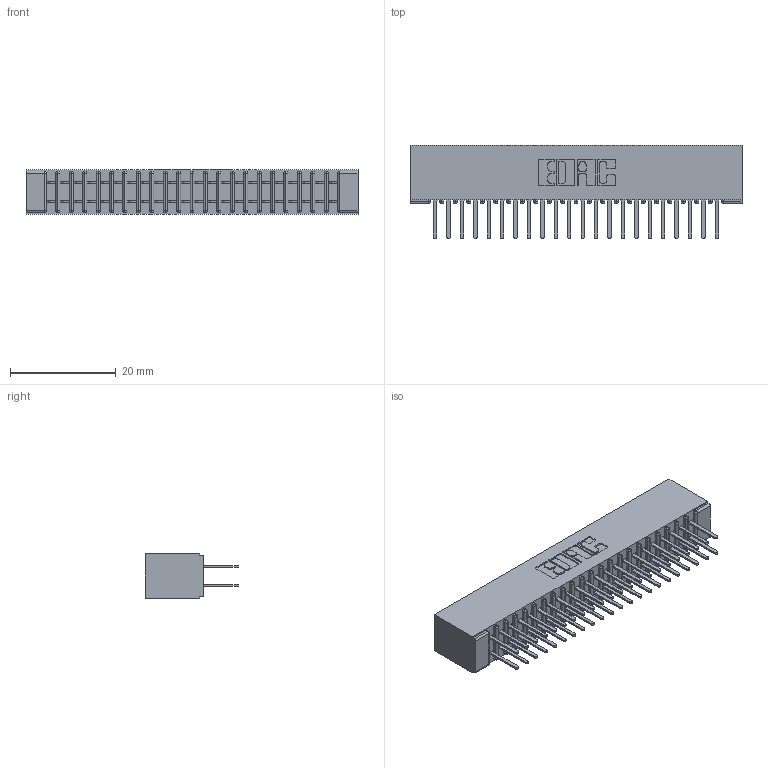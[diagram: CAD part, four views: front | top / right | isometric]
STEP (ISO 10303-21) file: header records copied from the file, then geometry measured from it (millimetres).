
FILE_DESCRIPTION (( 'STEP AP203' ), '1' );
FILE_NAME ('391-044-521-201.STEP', '2018-08-09T02:23:12', ( '' ), ( '' ), 'SwSTEP 2.0', 'SolidWorks 2016', '' );
FILE_SCHEMA (( 'CONFIG_CONTROL_DESIGN' ));
Length unit declared in the file: inch
Products named in the file (3): 341 Part_No Mounting Lugs; 341-292-001_341-292-121; 391-044-521-201
Assembly tree (45 placements, depth 2):
  391-044-521-201
    341 Part_No Mounting Lugs
    341-292-001_341-292-121  x44
Bounding box: 62.87 x 17.7 x 8.38 mm (x, y, z)
Volume: 3741.1 mm3; surface area: 8651.6 mm2
Topology: 45 solids, 45 shells, 3012 faces, 8718 edges, 5646 vertices
Faces by surface type: plane 1824, cylinder 1100, sphere 46, torus 42
Entity records: 29011 total; most frequent: CARTESIAN_POINT 4822, ORIENTED_EDGE 4788, DIRECTION 4692, EDGE_CURVE 2394, LINE 1916, VECTOR 1916, VERTEX_POINT 1518, AXIS2_PLACEMENT_3D 1388
